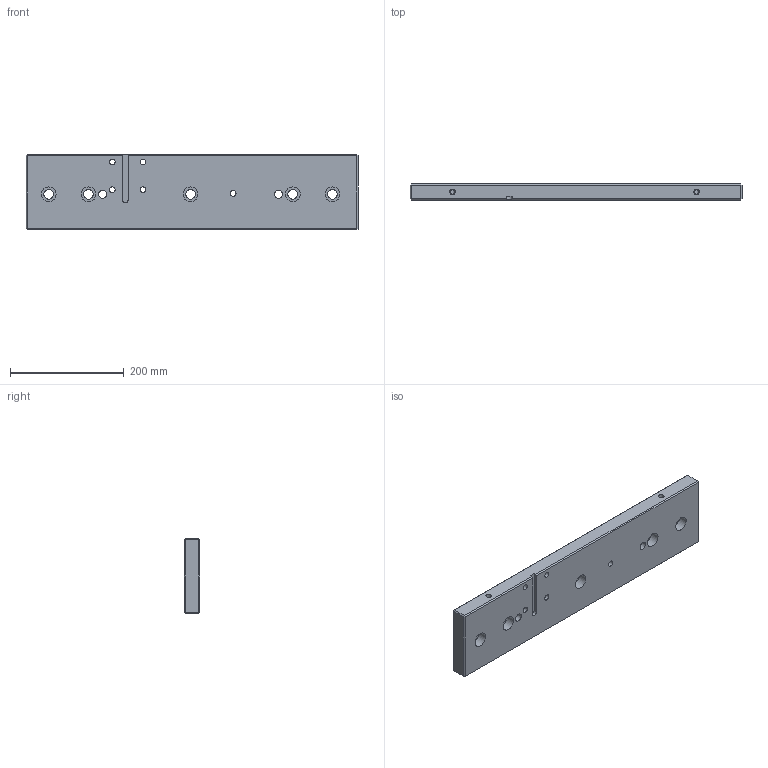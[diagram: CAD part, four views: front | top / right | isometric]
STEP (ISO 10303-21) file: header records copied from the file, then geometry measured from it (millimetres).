
FILE_DESCRIPTION (( 'STEP AP203' ), '1' );
FILE_NAME ('392B22S02-導軌.STEP', '2023-09-28T06:26:37', ( '' ), ( '' ), 'SwSTEP 2.0', 'SolidWorks 2018', '' );
FILE_SCHEMA (( 'CONFIG_CONTROL_DESIGN' ));
Length unit declared in the file: millimetre
Products named in the file (1): 392B22S02-導軌
Bounding box: 585 x 28 x 132 mm (x, y, z)
Volume: 2059341.8 mm3; surface area: 212228.3 mm2
Topology: 1 solids, 1 shells, 74 faces, 179 edges, 110 vertices
Faces by surface type: plane 34, cylinder 30, cone 10
Full cylindrical faces by diameter (mm): 7.9 x4, 8.4 x4, 8.5 x4, 10.2 x5, 14 x2, 17 x5, 26 x5
Entity records: 2393 total; most frequent: CARTESIAN_POINT 775, DIRECTION 322, ORIENTED_EDGE 240, EDGE_LOOP 152, AXIS2_PLACEMENT_3D 133, EDGE_CURVE 120, FACE_OUTER_BOUND 103, VERTEX_POINT 94
